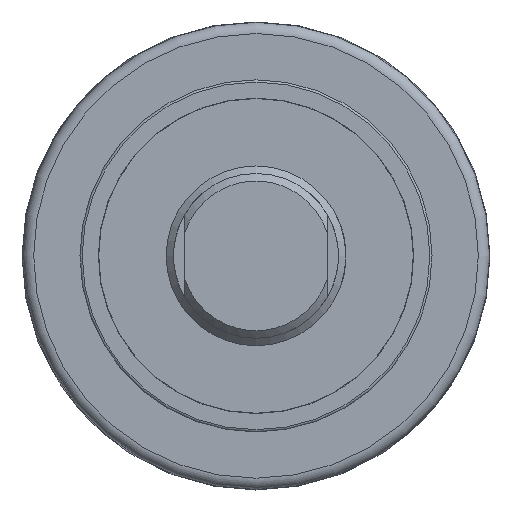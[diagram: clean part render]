
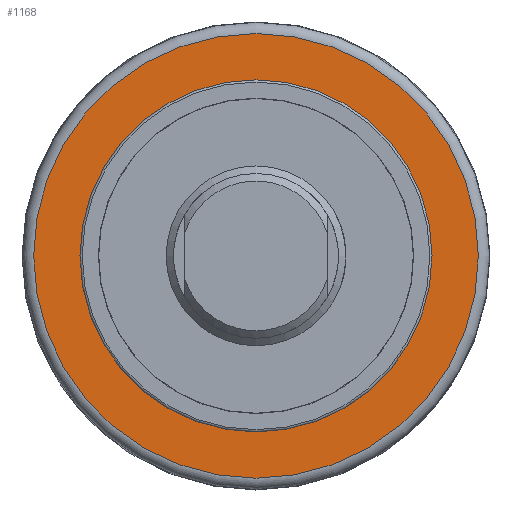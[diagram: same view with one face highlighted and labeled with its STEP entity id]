
A CAD part, left-side view. The second image highlights one B-rep face of the part: STEP entity #1168.
In plain terms, the highlighted planar face has unit normal (-1, 0, 0).
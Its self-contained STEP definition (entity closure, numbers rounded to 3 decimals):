
#61=FACE_BOUND('',#251,.T.);
#101=CIRCLE('',#1284,23.5);
#102=CIRCLE('',#1285,23.5);
#107=CIRCLE('',#1292,29.678);
#108=CIRCLE('',#1293,29.678);
#181=FACE_OUTER_BOUND('',#250,.T.);
#250=EDGE_LOOP('',(#877,#878));
#251=EDGE_LOOP('',(#879,#880));
#487=VERTEX_POINT('',#1941);
#488=VERTEX_POINT('',#1943);
#493=VERTEX_POINT('',#1956);
#494=VERTEX_POINT('',#1957);
#628=EDGE_CURVE('',#488,#487,#101,.T.);
#629=EDGE_CURVE('',#487,#488,#102,.T.);
#634=EDGE_CURVE('',#493,#494,#107,.T.);
#635=EDGE_CURVE('',#494,#493,#108,.T.);
#877=ORIENTED_EDGE('',*,*,#634,.F.);
#878=ORIENTED_EDGE('',*,*,#635,.F.);
#879=ORIENTED_EDGE('',*,*,#628,.T.);
#880=ORIENTED_EDGE('',*,*,#629,.T.);
#1059=PLANE('',#1291);
#1168=ADVANCED_FACE('',(#181,#61),#1059,.T.);
#1284=AXIS2_PLACEMENT_3D('',#1944,#1538,#1539);
#1285=AXIS2_PLACEMENT_3D('',#1945,#1540,#1541);
#1291=AXIS2_PLACEMENT_3D('',#1955,#1552,#1553);
#1292=AXIS2_PLACEMENT_3D('',#1958,#1554,#1555);
#1293=AXIS2_PLACEMENT_3D('',#1959,#1556,#1557);
#1538=DIRECTION('center_axis',(1.,0.,0.));
#1539=DIRECTION('ref_axis',(0.,-1.,0.));
#1540=DIRECTION('center_axis',(1.,0.,0.));
#1541=DIRECTION('ref_axis',(0.,-1.,0.));
#1552=DIRECTION('center_axis',(-1.,0.,0.));
#1553=DIRECTION('ref_axis',(0.,0.,-1.));
#1554=DIRECTION('center_axis',(1.,0.,0.));
#1555=DIRECTION('ref_axis',(0.,1.,0.));
#1556=DIRECTION('center_axis',(1.,0.,0.));
#1557=DIRECTION('ref_axis',(0.,1.,0.));
#1941=CARTESIAN_POINT('',(56.95,23.5,0.));
#1943=CARTESIAN_POINT('',(56.95,-23.5,0.));
#1944=CARTESIAN_POINT('Origin',(56.95,0.,0.));
#1945=CARTESIAN_POINT('Origin',(56.95,0.,0.));
#1955=CARTESIAN_POINT('Origin',(56.95,-27.325,0.));
#1956=CARTESIAN_POINT('',(56.95,-29.678,0.));
#1957=CARTESIAN_POINT('',(56.95,0.,-29.678));
#1958=CARTESIAN_POINT('Origin',(56.95,0.,0.));
#1959=CARTESIAN_POINT('Origin',(56.95,0.,0.));
